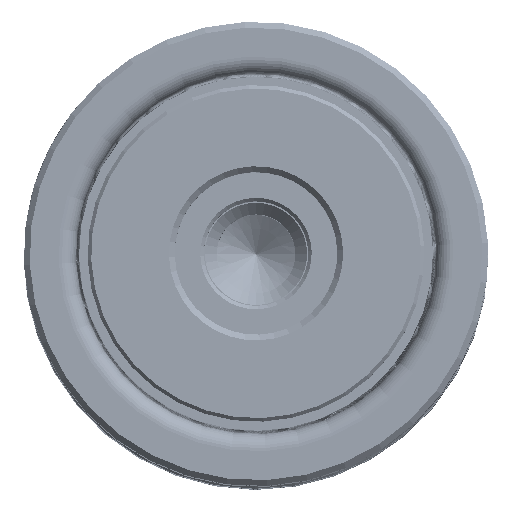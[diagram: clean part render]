
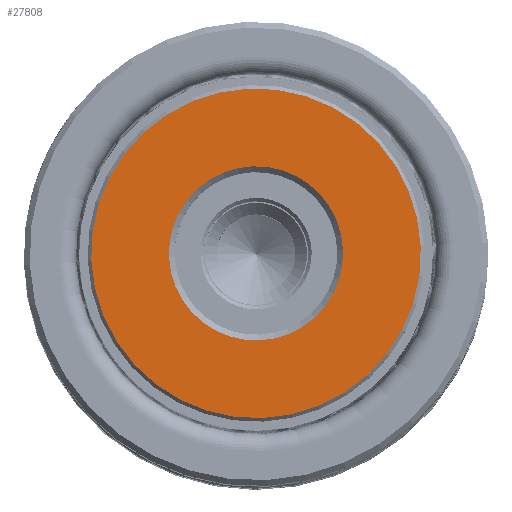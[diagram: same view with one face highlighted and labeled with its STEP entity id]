
A CAD part, top view. The second image highlights one B-rep face of the part: STEP entity #27808.
In plain terms, the highlighted face is planar.
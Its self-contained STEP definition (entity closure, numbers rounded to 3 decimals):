
#17 = VERTEX_POINT ( 'NONE', #51749 ) ;
#468 = CIRCLE ( 'NONE', #16415, 14.2 ) ;
#5514 = DIRECTION ( 'NONE',  ( 0., 0., 1. ) ) ;
#5891 = AXIS2_PLACEMENT_3D ( 'NONE', #34149, #5514, #34324 ) ;
#8459 = VERTEX_POINT ( 'NONE', #35638 ) ;
#8833 = ORIENTED_EDGE ( 'NONE', *, *, #51308, .T. ) ;
#9238 = CARTESIAN_POINT ( 'NONE',  ( 14.2, 0., 0. ) ) ;
#15669 = DIRECTION ( 'NONE',  ( 0., 0., 1. ) ) ;
#15806 = AXIS2_PLACEMENT_3D ( 'NONE', #21940, #50576, #26094 ) ;
#15864 = CARTESIAN_POINT ( 'NONE',  ( 0., 0., 0. ) ) ;
#16415 = AXIS2_PLACEMENT_3D ( 'NONE', #15864, #44512, #20005 ) ;
#18494 = EDGE_LOOP ( 'NONE', ( #51870, #45214 ) ) ;
#19800 = AXIS2_PLACEMENT_3D ( 'NONE', #40205, #15669, #44323 ) ;
#20005 = DIRECTION ( 'NONE',  ( 1., 0., 0. ) ) ;
#20192 = EDGE_LOOP ( 'NONE', ( #8833, #39739 ) ) ;
#21940 = CARTESIAN_POINT ( 'NONE',  ( 0., 0., 0. ) ) ;
#22044 = DIRECTION ( 'NONE',  ( 0., 0., -1. ) ) ;
#24124 = EDGE_CURVE ( 'NONE', #30513, #46396, #30724, .T. ) ;
#26094 = DIRECTION ( 'NONE',  ( 1., 0., 0. ) ) ;
#26817 = CIRCLE ( 'NONE', #15806, 7.5 ) ;
#27808 = ADVANCED_FACE ( 'NONE', ( #38927, #49848 ), #42379, .F. ) ;
#28057 = EDGE_CURVE ( 'NONE', #8459, #17, #47251, .T. ) ;
#28397 = CARTESIAN_POINT ( 'NONE',  ( -14.2, 0., 0. ) ) ;
#30513 = VERTEX_POINT ( 'NONE', #28397 ) ;
#30724 = CIRCLE ( 'NONE', #39627, 14.2 ) ;
#34149 = CARTESIAN_POINT ( 'NONE',  ( 0., 0., 0. ) ) ;
#34324 = DIRECTION ( 'NONE',  ( 1., 0., 0. ) ) ;
#35638 = CARTESIAN_POINT ( 'NONE',  ( 7.5, 0., 0. ) ) ;
#38927 = FACE_OUTER_BOUND ( 'NONE', #18494, .T. ) ;
#39627 = AXIS2_PLACEMENT_3D ( 'NONE', #46581, #22044, #50679 ) ;
#39739 = ORIENTED_EDGE ( 'NONE', *, *, #28057, .T. ) ;
#40205 = CARTESIAN_POINT ( 'NONE',  ( 0., 0., 0. ) ) ;
#42379 = PLANE ( 'NONE',  #5891 ) ;
#44323 = DIRECTION ( 'NONE',  ( 1., 0., 0. ) ) ;
#44512 = DIRECTION ( 'NONE',  ( 0., 0., -1. ) ) ;
#45214 = ORIENTED_EDGE ( 'NONE', *, *, #24124, .T. ) ;
#46396 = VERTEX_POINT ( 'NONE', #9238 ) ;
#46581 = CARTESIAN_POINT ( 'NONE',  ( 0., 0., 0. ) ) ;
#47251 = CIRCLE ( 'NONE', #19800, 7.5 ) ;
#47873 = EDGE_CURVE ( 'NONE', #46396, #30513, #468, .T. ) ;
#49848 = FACE_BOUND ( 'NONE', #20192, .T. ) ;
#50576 = DIRECTION ( 'NONE',  ( 0., 0., 1. ) ) ;
#50679 = DIRECTION ( 'NONE',  ( 1., 0., 0. ) ) ;
#51308 = EDGE_CURVE ( 'NONE', #17, #8459, #26817, .T. ) ;
#51749 = CARTESIAN_POINT ( 'NONE',  ( -7.5, 0., 0. ) ) ;
#51870 = ORIENTED_EDGE ( 'NONE', *, *, #47873, .T. ) ;
